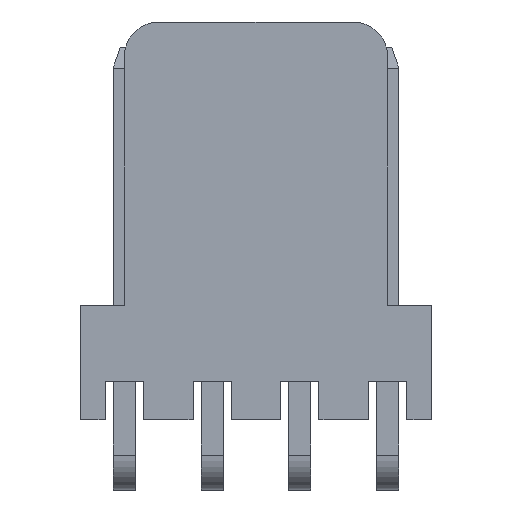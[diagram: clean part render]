
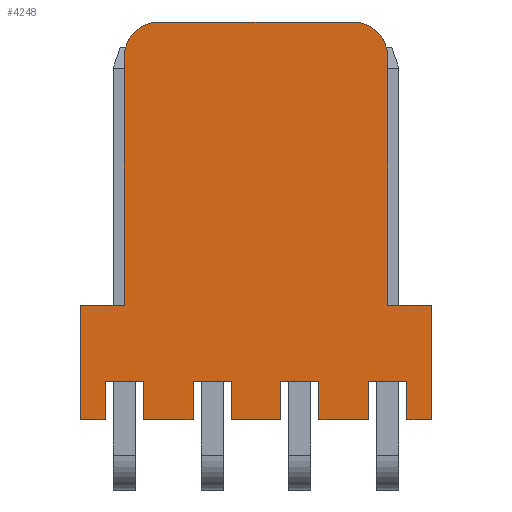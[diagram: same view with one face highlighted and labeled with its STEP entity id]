
A CAD part, top view. The second image highlights one B-rep face of the part: STEP entity #4248.
In plain terms, the highlighted face is planar.
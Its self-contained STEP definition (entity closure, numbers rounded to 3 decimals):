
#68=PLANE('',#4447);
#302=LINE('',#5640,#708);
#303=LINE('',#5643,#709);
#304=LINE('',#5645,#710);
#305=LINE('',#5647,#711);
#306=LINE('',#5649,#712);
#307=LINE('',#5651,#713);
#308=LINE('',#5653,#714);
#309=LINE('',#5655,#715);
#310=LINE('',#5657,#716);
#311=LINE('',#5659,#717);
#312=LINE('',#5661,#718);
#313=LINE('',#5663,#719);
#314=LINE('',#5665,#720);
#315=LINE('',#5667,#721);
#316=LINE('',#5669,#722);
#317=LINE('',#5671,#723);
#318=LINE('',#5673,#724);
#319=LINE('',#5675,#725);
#320=LINE('',#5679,#726);
#321=LINE('',#5683,#727);
#322=LINE('',#5685,#728);
#323=LINE('',#5687,#729);
#324=LINE('',#5689,#730);
#325=LINE('',#5691,#731);
#708=VECTOR('',#4828,1000.);
#709=VECTOR('',#4829,1000.);
#710=VECTOR('',#4830,1000.);
#711=VECTOR('',#4831,1000.);
#712=VECTOR('',#4832,1000.);
#713=VECTOR('',#4833,1000.);
#714=VECTOR('',#4834,1000.);
#715=VECTOR('',#4835,1000.);
#716=VECTOR('',#4836,1000.);
#717=VECTOR('',#4837,1000.);
#718=VECTOR('',#4838,1000.);
#719=VECTOR('',#4839,1000.);
#720=VECTOR('',#4840,1000.);
#721=VECTOR('',#4841,1000.);
#722=VECTOR('',#4842,1000.);
#723=VECTOR('',#4843,1000.);
#724=VECTOR('',#4844,1000.);
#725=VECTOR('',#4845,1000.);
#726=VECTOR('',#4848,1000.);
#727=VECTOR('',#4851,1000.);
#728=VECTOR('',#4852,1000.);
#729=VECTOR('',#4853,1000.);
#730=VECTOR('',#4854,1000.);
#731=VECTOR('',#4855,1000.);
#1242=ORIENTED_EDGE('',*,*,#1982,.T.);
#1243=ORIENTED_EDGE('',*,*,#1983,.T.);
#1244=ORIENTED_EDGE('',*,*,#1984,.T.);
#1245=ORIENTED_EDGE('',*,*,#1985,.T.);
#1246=ORIENTED_EDGE('',*,*,#1986,.T.);
#1247=ORIENTED_EDGE('',*,*,#1987,.T.);
#1248=ORIENTED_EDGE('',*,*,#1988,.T.);
#1249=ORIENTED_EDGE('',*,*,#1989,.T.);
#1250=ORIENTED_EDGE('',*,*,#1990,.T.);
#1251=ORIENTED_EDGE('',*,*,#1991,.T.);
#1252=ORIENTED_EDGE('',*,*,#1992,.T.);
#1253=ORIENTED_EDGE('',*,*,#1993,.T.);
#1254=ORIENTED_EDGE('',*,*,#1994,.T.);
#1255=ORIENTED_EDGE('',*,*,#1995,.T.);
#1256=ORIENTED_EDGE('',*,*,#1996,.T.);
#1257=ORIENTED_EDGE('',*,*,#1997,.F.);
#1258=ORIENTED_EDGE('',*,*,#1998,.T.);
#1259=ORIENTED_EDGE('',*,*,#1999,.T.);
#1260=ORIENTED_EDGE('',*,*,#2000,.T.);
#1261=ORIENTED_EDGE('',*,*,#2001,.F.);
#1262=ORIENTED_EDGE('',*,*,#2002,.T.);
#1263=ORIENTED_EDGE('',*,*,#2003,.F.);
#1264=ORIENTED_EDGE('',*,*,#2004,.T.);
#1265=ORIENTED_EDGE('',*,*,#2005,.T.);
#1266=ORIENTED_EDGE('',*,*,#2006,.T.);
#1267=ORIENTED_EDGE('',*,*,#2007,.T.);
#1982=EDGE_CURVE('',#2360,#2361,#302,.T.);
#1983=EDGE_CURVE('',#2361,#2362,#303,.T.);
#1984=EDGE_CURVE('',#2362,#2363,#304,.T.);
#1985=EDGE_CURVE('',#2363,#2364,#305,.T.);
#1986=EDGE_CURVE('',#2364,#2365,#306,.T.);
#1987=EDGE_CURVE('',#2365,#2366,#307,.T.);
#1988=EDGE_CURVE('',#2366,#2367,#308,.T.);
#1989=EDGE_CURVE('',#2367,#2368,#309,.T.);
#1990=EDGE_CURVE('',#2368,#2369,#310,.T.);
#1991=EDGE_CURVE('',#2369,#2370,#311,.T.);
#1992=EDGE_CURVE('',#2370,#2371,#312,.T.);
#1993=EDGE_CURVE('',#2371,#2372,#313,.T.);
#1994=EDGE_CURVE('',#2372,#2373,#314,.T.);
#1995=EDGE_CURVE('',#2373,#2374,#315,.T.);
#1996=EDGE_CURVE('',#2374,#2375,#316,.T.);
#1997=EDGE_CURVE('',#2376,#2375,#317,.T.);
#1998=EDGE_CURVE('',#2376,#2377,#318,.T.);
#1999=EDGE_CURVE('',#2377,#2378,#319,.T.);
#2000=EDGE_CURVE('',#2378,#2379,#2564,.T.);
#2001=EDGE_CURVE('',#2380,#2379,#320,.T.);
#2002=EDGE_CURVE('',#2380,#2381,#2565,.T.);
#2003=EDGE_CURVE('',#2382,#2381,#321,.T.);
#2004=EDGE_CURVE('',#2382,#2383,#322,.T.);
#2005=EDGE_CURVE('',#2383,#2384,#323,.T.);
#2006=EDGE_CURVE('',#2384,#2385,#324,.T.);
#2007=EDGE_CURVE('',#2385,#2360,#325,.T.);
#2360=VERTEX_POINT('',#5641);
#2361=VERTEX_POINT('',#5642);
#2362=VERTEX_POINT('',#5644);
#2363=VERTEX_POINT('',#5646);
#2364=VERTEX_POINT('',#5648);
#2365=VERTEX_POINT('',#5650);
#2366=VERTEX_POINT('',#5652);
#2367=VERTEX_POINT('',#5654);
#2368=VERTEX_POINT('',#5656);
#2369=VERTEX_POINT('',#5658);
#2370=VERTEX_POINT('',#5660);
#2371=VERTEX_POINT('',#5662);
#2372=VERTEX_POINT('',#5664);
#2373=VERTEX_POINT('',#5666);
#2374=VERTEX_POINT('',#5668);
#2375=VERTEX_POINT('',#5670);
#2376=VERTEX_POINT('',#5672);
#2377=VERTEX_POINT('',#5674);
#2378=VERTEX_POINT('',#5676);
#2379=VERTEX_POINT('',#5678);
#2380=VERTEX_POINT('',#5680);
#2381=VERTEX_POINT('',#5682);
#2382=VERTEX_POINT('',#5684);
#2383=VERTEX_POINT('',#5686);
#2384=VERTEX_POINT('',#5688);
#2385=VERTEX_POINT('',#5690);
#2564=CIRCLE('',#4448,1.);
#2565=CIRCLE('',#4449,1.);
#2620=EDGE_LOOP('',(#1242,#1243,#1244,#1245,#1246,#1247,#1248,#1249,#1250,
#1251,#1252,#1253,#1254,#1255,#1256,#1257,#1258,#1259,#1260,#1261,#1262,
#1263,#1264,#1265,#1266,#1267));
#2812=FACE_BOUND('',#2620,.T.);
#4248=ADVANCED_FACE('',(#2812),#68,.T.);
#4447=AXIS2_PLACEMENT_3D('',#5639,#4826,#4827);
#4448=AXIS2_PLACEMENT_3D('',#5677,#4846,#4847);
#4449=AXIS2_PLACEMENT_3D('',#5681,#4849,#4850);
#4826=DIRECTION('',(0.,1.,0.));
#4827=DIRECTION('',(0.,0.,1.));
#4828=DIRECTION('',(-1.,0.,0.));
#4829=DIRECTION('',(0.,0.,-1.));
#4830=DIRECTION('',(-1.,0.,0.));
#4831=DIRECTION('',(0.,0.,1.));
#4832=DIRECTION('',(-1.,0.,0.));
#4833=DIRECTION('',(0.,0.,-1.));
#4834=DIRECTION('',(-1.,0.,0.));
#4835=DIRECTION('',(0.,0.,1.));
#4836=DIRECTION('',(-1.,0.,0.));
#4837=DIRECTION('',(0.,0.,-1.));
#4838=DIRECTION('',(-1.,0.,0.));
#4839=DIRECTION('',(0.,0.,1.));
#4840=DIRECTION('',(-1.,0.,0.));
#4841=DIRECTION('',(0.,0.,-1.));
#4842=DIRECTION('',(-1.,0.,0.));
#4843=DIRECTION('',(0.,0.,-1.));
#4844=DIRECTION('',(1.,0.,0.));
#4845=DIRECTION('',(0.,0.,1.));
#4846=DIRECTION('',(0.,1.,0.));
#4847=DIRECTION('',(0.,0.,1.));
#4848=DIRECTION('',(-1.,0.,0.));
#4849=DIRECTION('',(0.,1.,0.));
#4850=DIRECTION('',(0.,0.,1.));
#4851=DIRECTION('',(0.,0.,1.));
#4852=DIRECTION('',(1.,0.,0.));
#4853=DIRECTION('',(0.,0.,-1.));
#4854=DIRECTION('',(-1.,0.,0.));
#4855=DIRECTION('',(0.,0.,1.));
#5639=CARTESIAN_POINT('',(5.08,2.9,5.75));
#5640=CARTESIAN_POINT('',(5.08,2.9,-4.65));
#5641=CARTESIAN_POINT('',(4.36,2.9,-4.65));
#5642=CARTESIAN_POINT('',(3.26,2.9,-4.65));
#5643=CARTESIAN_POINT('',(3.26,2.9,5.75));
#5644=CARTESIAN_POINT('',(3.26,2.9,-5.75));
#5645=CARTESIAN_POINT('',(5.08,2.9,-5.75));
#5646=CARTESIAN_POINT('',(1.82,2.9,-5.75));
#5647=CARTESIAN_POINT('',(1.82,2.9,5.75));
#5648=CARTESIAN_POINT('',(1.82,2.9,-4.65));
#5649=CARTESIAN_POINT('',(5.08,2.9,-4.65));
#5650=CARTESIAN_POINT('',(0.72,2.9,-4.65));
#5651=CARTESIAN_POINT('',(0.72,2.9,5.75));
#5652=CARTESIAN_POINT('',(0.72,2.9,-5.75));
#5653=CARTESIAN_POINT('',(5.08,2.9,-5.75));
#5654=CARTESIAN_POINT('',(-0.72,2.9,-5.75));
#5655=CARTESIAN_POINT('',(-0.72,2.9,5.75));
#5656=CARTESIAN_POINT('',(-0.72,2.9,-4.65));
#5657=CARTESIAN_POINT('',(5.08,2.9,-4.65));
#5658=CARTESIAN_POINT('',(-1.82,2.9,-4.65));
#5659=CARTESIAN_POINT('',(-1.82,2.9,5.75));
#5660=CARTESIAN_POINT('',(-1.82,2.9,-5.75));
#5661=CARTESIAN_POINT('',(5.08,2.9,-5.75));
#5662=CARTESIAN_POINT('',(-3.26,2.9,-5.75));
#5663=CARTESIAN_POINT('',(-3.26,2.9,5.75));
#5664=CARTESIAN_POINT('',(-3.26,2.9,-4.65));
#5665=CARTESIAN_POINT('',(5.08,2.9,-4.65));
#5666=CARTESIAN_POINT('',(-4.36,2.9,-4.65));
#5667=CARTESIAN_POINT('',(-4.36,2.9,5.75));
#5668=CARTESIAN_POINT('',(-4.36,2.9,-5.75));
#5669=CARTESIAN_POINT('',(5.08,2.9,-5.75));
#5670=CARTESIAN_POINT('',(-5.08,2.9,-5.75));
#5671=CARTESIAN_POINT('',(-5.08,2.9,5.75));
#5672=CARTESIAN_POINT('',(-5.08,2.9,-2.45));
#5673=CARTESIAN_POINT('',(-5.08,2.9,-2.45));
#5674=CARTESIAN_POINT('',(-3.81,2.9,-2.45));
#5675=CARTESIAN_POINT('',(-3.81,2.9,-2.45));
#5676=CARTESIAN_POINT('',(-3.81,2.9,4.75));
#5677=CARTESIAN_POINT('',(-2.81,2.9,4.75));
#5678=CARTESIAN_POINT('',(-2.81,2.9,5.75));
#5679=CARTESIAN_POINT('',(5.08,2.9,5.75));
#5680=CARTESIAN_POINT('',(2.81,2.9,5.75));
#5681=CARTESIAN_POINT('',(2.81,2.9,4.75));
#5682=CARTESIAN_POINT('',(3.81,2.9,4.75));
#5683=CARTESIAN_POINT('',(3.81,2.9,-2.45));
#5684=CARTESIAN_POINT('',(3.81,2.9,-2.45));
#5685=CARTESIAN_POINT('',(3.81,2.9,-2.45));
#5686=CARTESIAN_POINT('',(5.08,2.9,-2.45));
#5687=CARTESIAN_POINT('',(5.08,2.9,5.75));
#5688=CARTESIAN_POINT('',(5.08,2.9,-5.75));
#5689=CARTESIAN_POINT('',(5.08,2.9,-5.75));
#5690=CARTESIAN_POINT('',(4.36,2.9,-5.75));
#5691=CARTESIAN_POINT('',(4.36,2.9,5.75));
